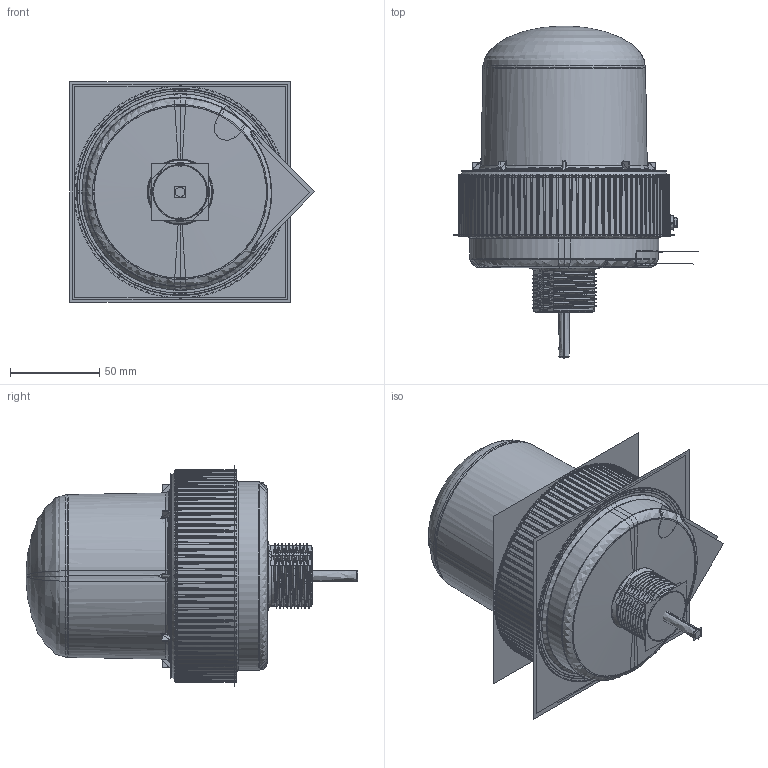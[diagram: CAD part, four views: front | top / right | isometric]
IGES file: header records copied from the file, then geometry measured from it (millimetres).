
Start section:  PTC IGES file: 224908.igs
Global section: file name: 224908.igs; native system: Creo Parametric by PTC Inc.; preprocessor: 2019292; author: PDMAdmin; organization: Unknown; date: 20210917.165152; units: millimetre
Bounding box: 136.48 x 185.57 x 123.24 mm (x, y, z)
Volume: 1039216.4 mm3; surface area: 356401.2 mm2
Topology: 2 solids, 2 shells, 2212 faces, 11482 edges, 14448 vertices
Faces by surface type: bspline 1190, revolution 1022
